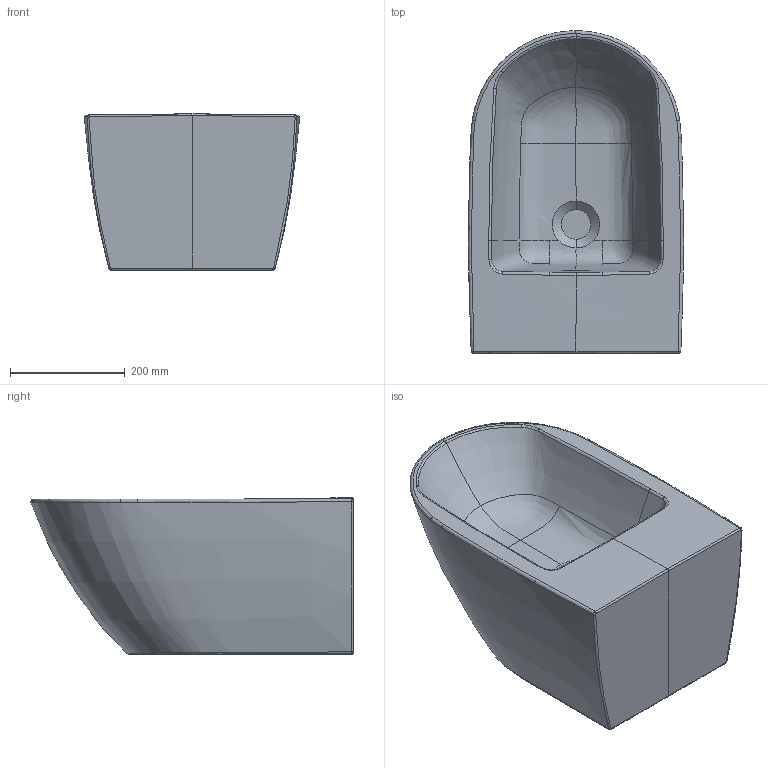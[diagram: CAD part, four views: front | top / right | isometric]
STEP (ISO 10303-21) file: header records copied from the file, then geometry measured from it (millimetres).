
FILE_DESCRIPTION(/* description */ (''),/* implementation_level */ '2;1');
FILE_NAME(/* name */ '447000_WBD_Subway_communication_model.stp',/* time_stamp */ '2025-05-07T12:27:45+02:00',/* author */ (''),/* organization */ (''),/* preprocessor_version */ 'ST-DEVELOPER v18.1',/* originating_system */ 'SIEMENS PLM Software NX 1973',/* authorisation */ '');
FILE_SCHEMA (('AUTOMOTIVE_DESIGN { 1 0 10303 214 3 1 1 1 }'));
Length unit declared in the file: millimetre
Products named in the file (1): rupp53805717vhxd
Bounding box: 374.5 x 561.04 x 272 mm (x, y, z)
Volume: 32479794.9 mm3; surface area: 787603.8 mm2
Topology: 1 solids, 1 shells, 66 faces, 171 edges, 107 vertices
Faces by surface type: bspline 65, plane 1
Entity records: 12309 total; most frequent: CARTESIAN_POINT 11270, ORIENTED_EDGE 342, EDGE_CURVE 171, B_SPLINE_CURVE_WITH_KNOTS 130, VERTEX_POINT 107, ADVANCED_FACE 66, FACE_OUTER_BOUND 66, EDGE_LOOP 66
